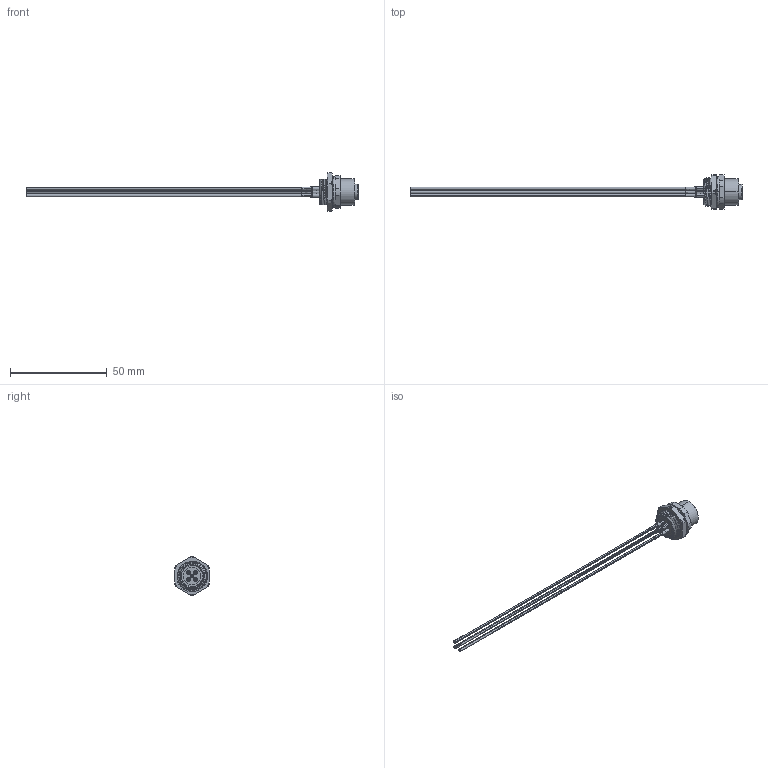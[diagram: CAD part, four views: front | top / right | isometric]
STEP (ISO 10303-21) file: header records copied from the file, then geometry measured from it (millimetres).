
FILE_DESCRIPTION (( 'STEP AP203' ), '1' );
FILE_NAME ('10-05687_revA.STEP', '2023-09-26T16:11:02', ( '' ), ( '' ), 'SwSTEP 2.0', 'SolidWorks 2021', '' );
FILE_SCHEMA (( 'CONFIG_CONTROL_DESIGN' ));
Length unit declared in the file: millimetre
Products named in the file (14): Heat shrink; 30-01754_blunt cut; 54-00378; 30-01756_blunt cut; 10-05687_revA; 54-00378-06___; 30-01755_blunt cut; 30-01753_blunt cut; 30-01752_blunt cut; 54-00378-03___; 54-00378-02___; 54-00378-04___; 54-00378-05___; 54-00378-01___
Assembly tree (21 placements, depth 3):
  10-05687_revA
    54-00378
      54-00378-01___
      54-00378-02___
      54-00378-03___  x5
      54-00378-06___
      54-00378-05___
      54-00378-04___
    30-01752_blunt cut
    30-01753_blunt cut
    30-01754_blunt cut
    30-01755_blunt cut
    30-01756_blunt cut
    Heat shrink  x5
Bounding box: 171.5 x 18 x 20 mm (x, y, z)
Volume: 3886.5 mm3; surface area: 21958.9 mm2
Topology: 106 solids, 106 shells, 1200 faces, 2760 edges, 1789 vertices
Faces by surface type: cylinder 584, plane 376, torus 103, cone 78, bspline 59
Entity records: 28852 total; most frequent: CARTESIAN_POINT 8275, DIRECTION 4205, ORIENTED_EDGE 3640, EDGE_CURVE 1820, AXIS2_PLACEMENT_3D 1792, VERTEX_POINT 1197, EDGE_LOOP 1029, CIRCLE 958
